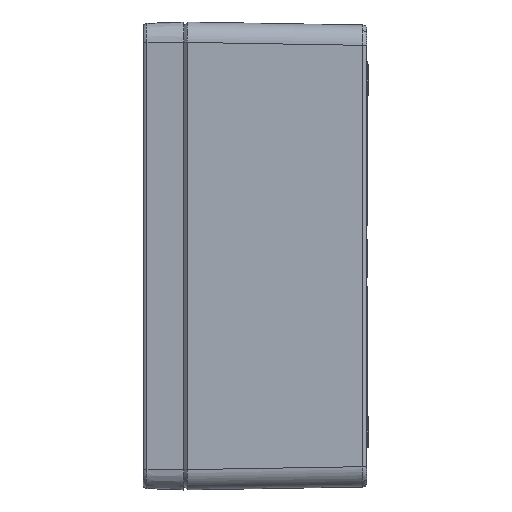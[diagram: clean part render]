
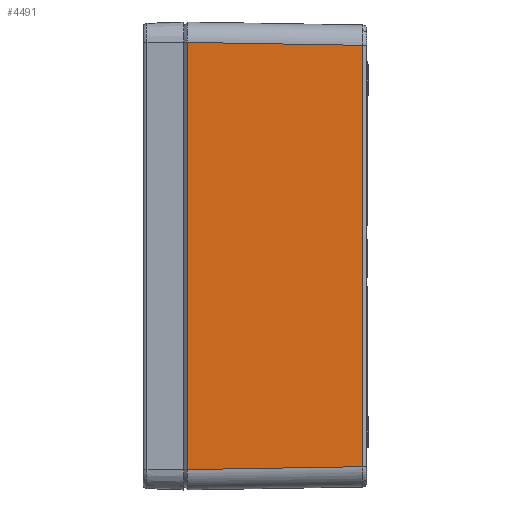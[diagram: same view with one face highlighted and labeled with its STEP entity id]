
A CAD part, left-side view. The second image highlights one B-rep face of the part: STEP entity #4491.
In plain terms, the highlighted planar face has unit normal (-1, -0.017, 0).
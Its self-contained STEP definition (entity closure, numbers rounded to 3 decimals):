
#1126 = VERTEX_POINT ( 'NONE', #11780 ) ;
#4491 = ADVANCED_FACE ( 'NONE', ( #44539 ), #44535, .T. ) ;
#4492 = EDGE_LOOP ( 'NONE', ( #4493, #4497, #4499, #4500 ) ) ;
#4493 = ORIENTED_EDGE ( 'NONE', *, *, #4494, .T. ) ;
#4494 = EDGE_CURVE ( 'NONE', #4495, #4496, #44514, .T. ) ;
#4495 = VERTEX_POINT ( 'NONE', #44510 ) ;
#4496 = VERTEX_POINT ( 'NONE', #44509 ) ;
#4497 = ORIENTED_EDGE ( 'NONE', *, *, #4498, .T. ) ;
#4498 = EDGE_CURVE ( 'NONE', #4496, #1126, #44578, .T. ) ;
#4499 = ORIENTED_EDGE ( 'NONE', *, *, #4510, .T. ) ;
#4500 = ORIENTED_EDGE ( 'NONE', *, *, #4501, .T. ) ;
#4501 = EDGE_CURVE ( 'NONE', #4511, #4495, #44573, .T. ) ;
#4510 = EDGE_CURVE ( 'NONE', #1126, #4511, #44549, .T. ) ;
#4511 = VERTEX_POINT ( 'NONE', #44545 ) ;
#11780 = CARTESIAN_POINT ( 'NONE',  ( -163.533, -88.033, 103.534 ) ) ;
#44509 = CARTESIAN_POINT ( 'NONE',  ( -163.533, -88.033, -103.534 ) ) ;
#44510 = CARTESIAN_POINT ( 'NONE',  ( -164.97, -1.788, -104.972 ) ) ;
#44511 = DIRECTION ( 'NONE',  ( 0.017, -1., 0.017 ) ) ;
#44512 = VECTOR ( 'NONE', #44511, 1000. ) ;
#44513 = CARTESIAN_POINT ( 'NONE',  ( -165.003, 0.167, -105.004 ) ) ;
#44514 = LINE ( 'NONE', #44513, #44512 ) ;
#44516 = DIRECTION ( 'NONE',  ( 0.017, -1., 0. ) ) ;
#44517 = DIRECTION ( 'NONE',  ( -1., -0.017, 0. ) ) ;
#44532 = CARTESIAN_POINT ( 'NONE',  ( -165., 0., -115. ) ) ;
#44535 = PLANE ( 'NONE',  #44538 ) ;
#44538 = AXIS2_PLACEMENT_3D ( 'NONE', #44532, #44517, #44516 ) ;
#44539 = FACE_OUTER_BOUND ( 'NONE', #4492, .T. ) ;
#44545 = CARTESIAN_POINT ( 'NONE',  ( -164.97, -1.788, 104.972 ) ) ;
#44546 = DIRECTION ( 'NONE',  ( -0.017, 1., 0.017 ) ) ;
#44547 = VECTOR ( 'NONE', #44546, 1000. ) ;
#44548 = CARTESIAN_POINT ( 'NONE',  ( -164.939, -3.665, 104.94 ) ) ;
#44549 = LINE ( 'NONE', #44548, #44547 ) ;
#44570 = DIRECTION ( 'NONE',  ( 0., 0., -1. ) ) ;
#44571 = VECTOR ( 'NONE', #44570, 1000. ) ;
#44572 = CARTESIAN_POINT ( 'NONE',  ( -164.97, -1.788, -115. ) ) ;
#44573 = LINE ( 'NONE', #44572, #44571 ) ;
#44575 = DIRECTION ( 'NONE',  ( 0., 0., 1. ) ) ;
#44576 = VECTOR ( 'NONE', #44575, 1000. ) ;
#44577 = CARTESIAN_POINT ( 'NONE',  ( -163.533, -88.033, 103.501 ) ) ;
#44578 = LINE ( 'NONE', #44577, #44576 ) ;
